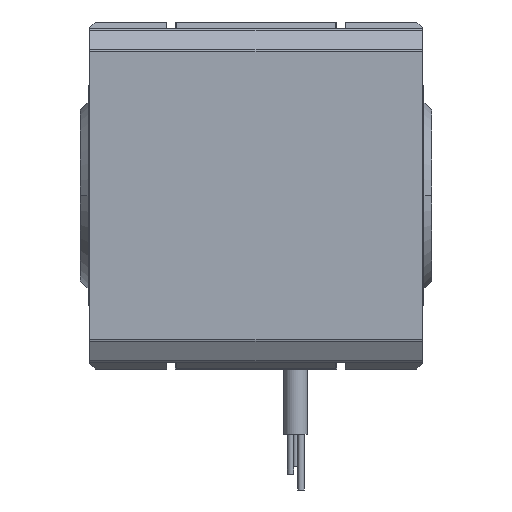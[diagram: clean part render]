
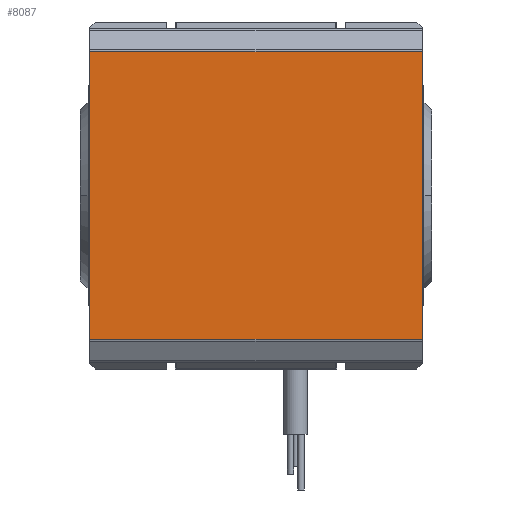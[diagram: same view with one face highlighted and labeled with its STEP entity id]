
A CAD part, front view. The second image highlights one B-rep face of the part: STEP entity #8087.
In plain terms, the highlighted planar face has unit normal (0, -1, 0).
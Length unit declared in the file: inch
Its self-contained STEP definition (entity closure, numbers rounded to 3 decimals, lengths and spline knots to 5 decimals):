
#288 = ORIENTED_EDGE ( 'NONE', *, *, #47680, .T. ) ;
#558 = CARTESIAN_POINT ( 'NONE',  ( -0.82283, -1.00787, 0.80315 ) ) ;
#1754 = CARTESIAN_POINT ( 'NONE',  ( 0.82283, -1.00787, 0.71021 ) ) ;
#8087 = ADVANCED_FACE ( 'NONE', ( #19919 ), #28427, .F. ) ;
#8526 = VECTOR ( 'NONE', #14551, 39.37008 ) ;
#9501 = DIRECTION ( 'NONE',  ( 1., 0., 0. ) ) ;
#9940 = EDGE_LOOP ( 'NONE', ( #16445, #48763, #39451, #288 ) ) ;
#10918 = CARTESIAN_POINT ( 'NONE',  ( 0.82283, -1.00787, 0.80315 ) ) ;
#11098 = VERTEX_POINT ( 'NONE', #45548 ) ;
#14551 = DIRECTION ( 'NONE',  ( 0., 0., -1. ) ) ;
#14830 = CARTESIAN_POINT ( 'NONE',  ( 0.82283, -1.00787, 0.71021 ) ) ;
#15720 = EDGE_CURVE ( 'NONE', #11098, #25396, #42980, .T. ) ;
#16445 = ORIENTED_EDGE ( 'NONE', *, *, #15720, .F. ) ;
#17508 = VECTOR ( 'NONE', #9501, 39.37008 ) ;
#19483 = CARTESIAN_POINT ( 'NONE',  ( 0.82283, -1.00787, -0.71021 ) ) ;
#19919 = FACE_OUTER_BOUND ( 'NONE', #9940, .T. ) ;
#20688 = CARTESIAN_POINT ( 'NONE',  ( 0.82283, -1.00787, 0.71021 ) ) ;
#20935 = DIRECTION ( 'NONE',  ( 0., 0., -1. ) ) ;
#21673 = VERTEX_POINT ( 'NONE', #31771 ) ;
#22378 = VERTEX_POINT ( 'NONE', #14830 ) ;
#25396 = VERTEX_POINT ( 'NONE', #33751 ) ;
#27598 = VECTOR ( 'NONE', #20935, 39.37008 ) ;
#28427 = PLANE ( 'NONE',  #47931 ) ;
#31088 = DIRECTION ( 'NONE',  ( -1., 0., 0. ) ) ;
#31771 = CARTESIAN_POINT ( 'NONE',  ( -0.82283, -1.00787, 0.71021 ) ) ;
#33751 = CARTESIAN_POINT ( 'NONE',  ( -0.82283, -1.00787, -0.71021 ) ) ;
#35106 = EDGE_CURVE ( 'NONE', #21673, #22378, #36619, .T. ) ;
#35667 = DIRECTION ( 'NONE',  ( 0., 1., 0. ) ) ;
#36619 = LINE ( 'NONE', #1754, #17508 ) ;
#39321 = VECTOR ( 'NONE', #31088, 39.37008 ) ;
#39451 = ORIENTED_EDGE ( 'NONE', *, *, #35106, .F. ) ;
#42980 = LINE ( 'NONE', #19483, #39321 ) ;
#44565 = EDGE_CURVE ( 'NONE', #22378, #11098, #46297, .T. ) ;
#45548 = CARTESIAN_POINT ( 'NONE',  ( 0.82283, -1.00787, -0.71021 ) ) ;
#46297 = LINE ( 'NONE', #10918, #8526 ) ;
#47555 = DIRECTION ( 'NONE',  ( 0., 0., 1. ) ) ;
#47680 = EDGE_CURVE ( 'NONE', #21673, #25396, #48827, .T. ) ;
#47931 = AXIS2_PLACEMENT_3D ( 'NONE', #20688, #35667, #47555 ) ;
#48763 = ORIENTED_EDGE ( 'NONE', *, *, #44565, .F. ) ;
#48827 = LINE ( 'NONE', #558, #27598 ) ;
